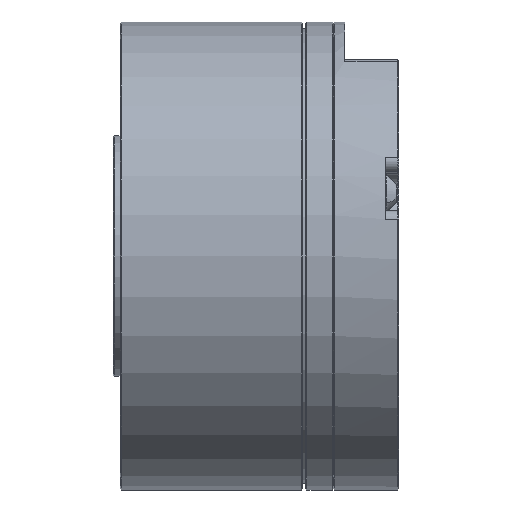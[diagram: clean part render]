
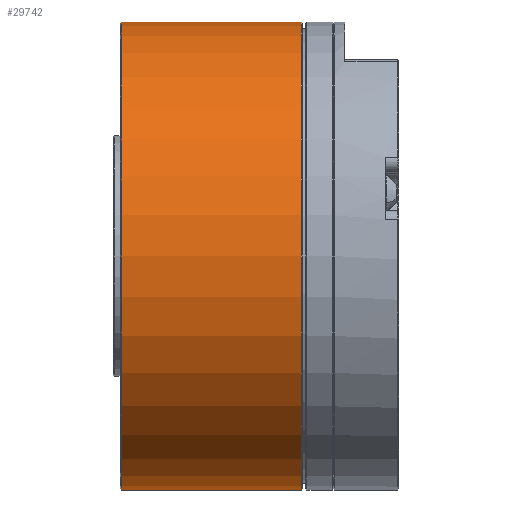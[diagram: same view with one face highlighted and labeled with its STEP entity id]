
A CAD part, left-side view. The second image highlights one B-rep face of the part: STEP entity #29742.
In plain terms, the highlighted cylindrical face has radius 34 mm (diameter 68 mm), a partial arc.
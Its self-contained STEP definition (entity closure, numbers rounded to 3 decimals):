
#4886=DIRECTION('',(0.,1.,0.));
#4887=VECTOR('',#4886,26.2);
#4888=CARTESIAN_POINT('',(0.,-27.35,34.));
#4889=LINE('',#4888,#4887);
#4919=CARTESIAN_POINT('',(0.,-1.15,0.));
#4920=DIRECTION('',(0.,-1.,0.));
#4921=DIRECTION('',(0.,0.,1.));
#4922=AXIS2_PLACEMENT_3D('',#4919,#4920,#4921);
#4928=DIRECTION('',(0.,1.,0.));
#4929=VECTOR('',#4928,26.2);
#4930=CARTESIAN_POINT('',(0.,-27.35,-34.));
#4931=LINE('',#4930,#4929);
#4932=CARTESIAN_POINT('',(0.,-27.35,0.));
#4933=DIRECTION('',(0.,1.,0.));
#4934=DIRECTION('',(0.,0.,-1.));
#4935=AXIS2_PLACEMENT_3D('',#4932,#4933,#4934);
#20194=CARTESIAN_POINT('',(0.,-1.15,34.));
#20195=CARTESIAN_POINT('',(0.,-1.15,-34.));
#20196=VERTEX_POINT('',#20194);
#20197=VERTEX_POINT('',#20195);
#20198=CARTESIAN_POINT('',(0.,-27.35,34.));
#20199=VERTEX_POINT('',#20198);
#20200=CARTESIAN_POINT('',(0.,-27.35,-34.));
#20201=VERTEX_POINT('',#20200);
#29730=CARTESIAN_POINT('',(0.,0.,0.));
#29731=DIRECTION('',(0.,1.,0.));
#29732=DIRECTION('',(0.,0.,1.));
#29733=AXIS2_PLACEMENT_3D('',#29730,#29731,#29732);
#29734=CYLINDRICAL_SURFACE('',#29733,34.);
#29735=ORIENTED_EDGE('',*,*,#29724,.F.);
#29736=ORIENTED_EDGE('',*,*,#29680,.F.);
#29738=ORIENTED_EDGE('',*,*,#29737,.F.);
#29739=ORIENTED_EDGE('',*,*,#29677,.T.);
#29740=EDGE_LOOP('',(#29735,#29736,#29738,#29739));
#29741=FACE_OUTER_BOUND('',#29740,.F.);
#29742=ADVANCED_FACE('',(#29741),#29734,.T.);
#4923=CIRCLE('',#4922,34.);
#4936=CIRCLE('',#4935,34.);
#29677=EDGE_CURVE('',#20201,#20197,#4931,.T.);
#29680=EDGE_CURVE('',#20199,#20196,#4889,.T.);
#29724=EDGE_CURVE('',#20196,#20197,#4923,.T.);
#29737=EDGE_CURVE('',#20201,#20199,#4936,.T.);
